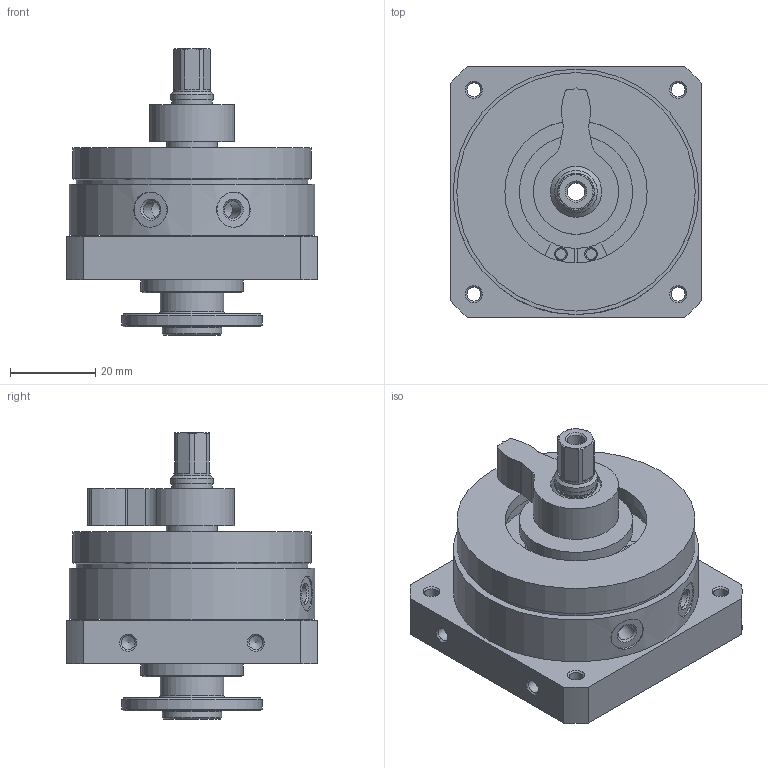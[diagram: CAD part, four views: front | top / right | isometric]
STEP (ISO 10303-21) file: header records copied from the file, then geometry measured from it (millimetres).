
FILE_DESCRIPTION(/* description */ ('STEP AP214'),/* implementation_level */ '2;1');
FILE_NAME(/* name */ '547596_DSM-12-270-FW-A-B',/* time_stamp */ '2024-08-21T17:54:26+02:00',/* author */ ('License CC BY-ND 4.0'),/* organization */ ('CADENAS'),/* preprocessor_version */ 'ST-DEVELOPER v19.3',/* originating_system */ 'PARTsolutions',/* authorisation */ ' ');
FILE_SCHEMA (('AUTOMOTIVE_DESIGN {1 0 10303 214 3 1 1}'));
Length unit declared in the file: millimetre
Products named in the file (4): 547596 DSM-12-270-FW-A-B--(0); 547596 DSM-12-270-FW-A-B_G---(B); 342620 DSM-12_NS; 547596 DSM-12-270-FW-A-B_K---(B)
Assembly tree (4 placements, depth 2):
  547596 DSM-12-270-FW-A-B--(0)
    547596 DSM-12-270-FW-A-B_G---(B)
    342620 DSM-12_NS  x2
    547596 DSM-12-270-FW-A-B_K---(B)
Bounding box: 59 x 59 x 67.3 mm (x, y, z)
Volume: 90740.5 mm3; surface area: 27421 mm2
Topology: 4 solids, 4 shells, 199 faces, 456 edges, 285 vertices
Faces by surface type: cylinder 73, plane 64, cone 59, torus 3
Full cylindrical faces by diameter (mm): 2.459 x6, 3.242 x10, 3.4 x4, 4.134 x4, 4.2 x1, 8.3 x2, 8.7 x1, 9.6 x1, 10 x2, 12 x3, 14 x1, 15 x1, 23 x1, 24 x1, 26.6 x1, 33 x1, 33.4 x1, 37 x1, 43 x1, 54.4 x1, 56 x1, 57.65 x1
Entity records: 4811 total; most frequent: DIRECTION 869, CARTESIAN_POINT 814, ORIENTED_EDGE 614, AXIS2_PLACEMENT_3D 387, FACE_BOUND 343, EDGE_LOOP 335, EDGE_CURVE 307, VERTEX_POINT 254
